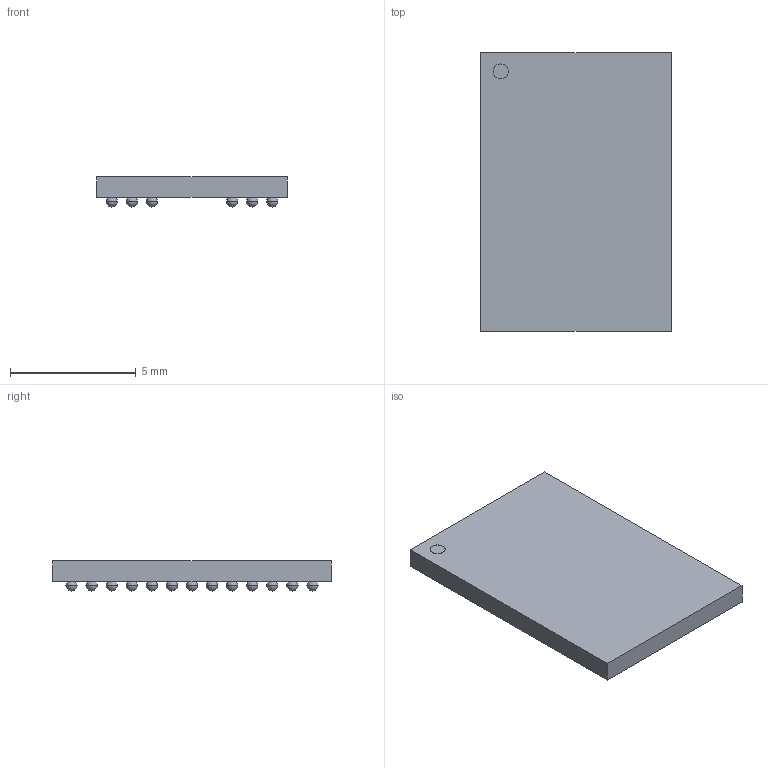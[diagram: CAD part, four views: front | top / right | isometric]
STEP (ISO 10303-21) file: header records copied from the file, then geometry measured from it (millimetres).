
FILE_DESCRIPTION (( 'STEP AP214' ), '1' );
FILE_NAME ('User Library-FBGA78.STEP', '2017-03-20T10:00:08', ( 'Windows User' ), ( '' ), 'SwSTEP 2.0', 'SolidWorks 2017', '' );
FILE_SCHEMA (( 'AUTOMOTIVE_DESIGN' ));
Length unit declared in the file: millimetre
Products named in the file (2): User Library-FBGA78_Part1; User Library-FBGA78
Assembly tree (1 placements, depth 2):
  User Library-FBGA78
    User Library-FBGA78_Part1
Bounding box: 7.6 x 11.1 x 1.2 mm (x, y, z)
Volume: 72.1 mm3; surface area: 248.7 mm2
Topology: 79 solids, 79 shells, 165 faces, 486 edges, 168 vertices
Faces by surface type: bspline 156, plane 7, cylinder 2
Entity records: 7655 total; most frequent: CARTESIAN_POINT 2851, DIRECTION 360, ORIENTED_EDGE 348, UNCERTAINTY_MEASURE_WITH_UNIT 247, FILL_AREA_STYLE 245, MECHANICAL_DESIGN_GEOMETRIC_PRESENTATION_REPRESENTATION 245, PRESENTATION_LAYER_ASSIGNMENT 245, FILL_AREA_STYLE_COLOUR 245
